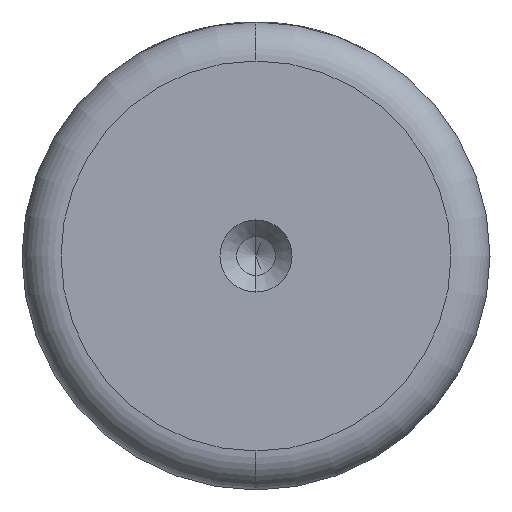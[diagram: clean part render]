
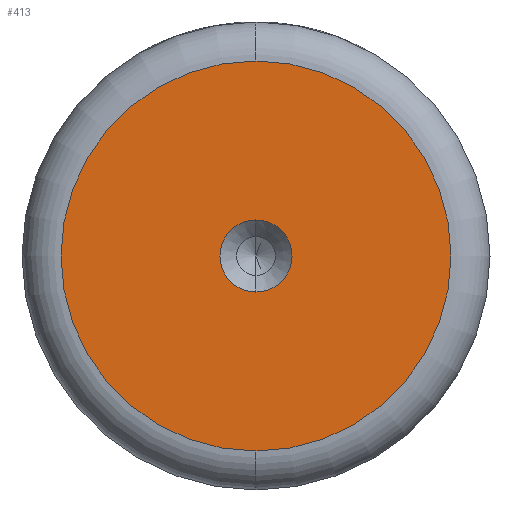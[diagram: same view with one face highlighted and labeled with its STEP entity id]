
A CAD part, left-side view. The second image highlights one B-rep face of the part: STEP entity #413.
In plain terms, the highlighted planar face has unit normal (-1, 0, 0).
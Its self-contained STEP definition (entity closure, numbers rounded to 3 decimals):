
#57 = EDGE_LOOP ( 'NONE', ( #574, #483 ) ) ;
#69 = ORIENTED_EDGE ( 'NONE', *, *, #1183, .T. ) ;
#158 = CARTESIAN_POINT ( 'NONE',  ( 0., 0., 1.85 ) ) ;
#166 = DIRECTION ( 'NONE',  ( -1., 0., 0. ) ) ;
#176 = CARTESIAN_POINT ( 'NONE',  ( 0., 0., 0. ) ) ;
#289 = DIRECTION ( 'NONE',  ( 0., 0., 1. ) ) ;
#295 = VERTEX_POINT ( 'NONE', #158 ) ;
#302 = CARTESIAN_POINT ( 'NONE',  ( 0., 0., -1.85 ) ) ;
#336 = DIRECTION ( 'NONE',  ( -1., 0., 0. ) ) ;
#389 = CARTESIAN_POINT ( 'NONE',  ( 0., 0., 10. ) ) ;
#413 = ADVANCED_FACE ( 'NONE', ( #735, #465 ), #899, .T. ) ;
#447 = CIRCLE ( 'NONE', #520, 1.85 ) ;
#465 = FACE_OUTER_BOUND ( 'NONE', #628, .T. ) ;
#483 = ORIENTED_EDGE ( 'NONE', *, *, #1257, .F. ) ;
#518 = CARTESIAN_POINT ( 'NONE',  ( 0., 0., 0. ) ) ;
#520 = AXIS2_PLACEMENT_3D ( 'NONE', #958, #336, #1067 ) ;
#538 = AXIS2_PLACEMENT_3D ( 'NONE', #636, #1388, #739 ) ;
#548 = AXIS2_PLACEMENT_3D ( 'NONE', #518, #1270, #622 ) ;
#574 = ORIENTED_EDGE ( 'NONE', *, *, #1317, .F. ) ;
#576 = AXIS2_PLACEMENT_3D ( 'NONE', #176, #914, #289 ) ;
#622 = DIRECTION ( 'NONE',  ( 0., 0., 1. ) ) ;
#628 = EDGE_LOOP ( 'NONE', ( #69, #686 ) ) ;
#636 = CARTESIAN_POINT ( 'NONE',  ( 0., 0., 0. ) ) ;
#686 = ORIENTED_EDGE ( 'NONE', *, *, #1329, .T. ) ;
#735 = FACE_BOUND ( 'NONE', #57, .T. ) ;
#739 = DIRECTION ( 'NONE',  ( 0., 0., 1. ) ) ;
#899 = PLANE ( 'NONE',  #1278 ) ;
#912 = CARTESIAN_POINT ( 'NONE',  ( 0., 0., -10. ) ) ;
#914 = DIRECTION ( 'NONE',  ( -1., 0., 0. ) ) ;
#958 = CARTESIAN_POINT ( 'NONE',  ( 0., 0., 0. ) ) ;
#979 = CIRCLE ( 'NONE', #538, 10. ) ;
#1008 = CARTESIAN_POINT ( 'NONE',  ( 0., 0., 0. ) ) ;
#1067 = DIRECTION ( 'NONE',  ( 0., 0., 1. ) ) ;
#1125 = DIRECTION ( 'NONE',  ( 0., 0., 1. ) ) ;
#1134 = VERTEX_POINT ( 'NONE', #912 ) ;
#1145 = VERTEX_POINT ( 'NONE', #389 ) ;
#1183 = EDGE_CURVE ( 'NONE', #1145, #1134, #1225, .T. ) ;
#1225 = CIRCLE ( 'NONE', #576, 10. ) ;
#1229 = VERTEX_POINT ( 'NONE', #302 ) ;
#1257 = EDGE_CURVE ( 'NONE', #1229, #295, #1362, .T. ) ;
#1270 = DIRECTION ( 'NONE',  ( -1., 0., 0. ) ) ;
#1278 = AXIS2_PLACEMENT_3D ( 'NONE', #1008, #166, #1125 ) ;
#1317 = EDGE_CURVE ( 'NONE', #295, #1229, #447, .T. ) ;
#1329 = EDGE_CURVE ( 'NONE', #1134, #1145, #979, .T. ) ;
#1362 = CIRCLE ( 'NONE', #548, 1.85 ) ;
#1388 = DIRECTION ( 'NONE',  ( -1., 0., 0. ) ) ;
